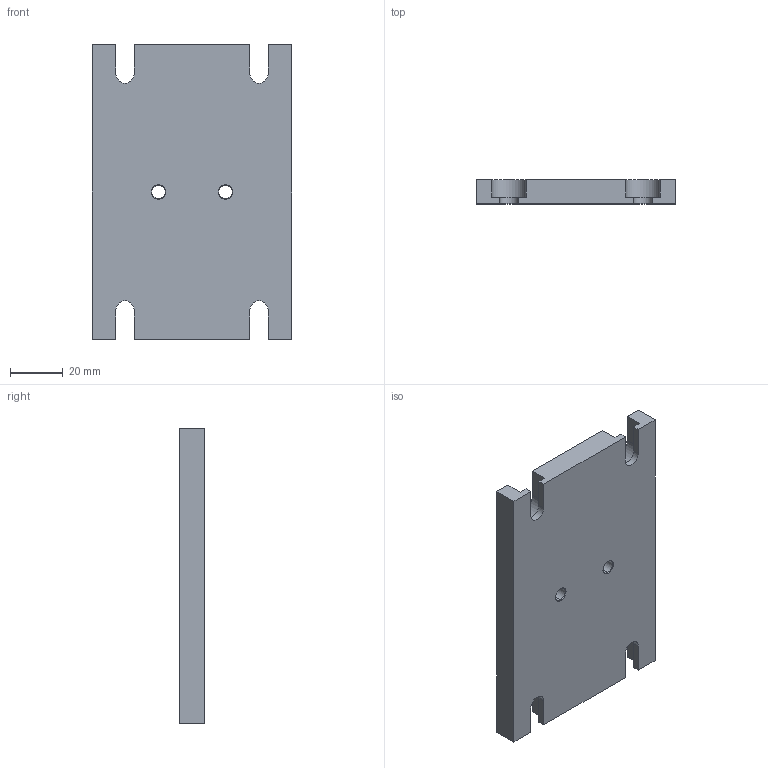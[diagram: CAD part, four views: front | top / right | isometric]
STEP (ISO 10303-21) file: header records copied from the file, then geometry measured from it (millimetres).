
FILE_DESCRIPTION (( 'STEP AP214' ), '1' );
FILE_NAME ('2879-E0W.STEP', '2008-07-10T18:12:51', ( '' ), ( '' ), 'SwSTEP 2.0', 'SolidWorks 2007', '' );
FILE_SCHEMA (( 'AUTOMOTIVE_DESIGN' ));
Length unit declared in the file: millimetre
Products named in the file (1): 2879-E0W
Bounding box: 75.69 x 9.14 x 111.76 mm (x, y, z)
Volume: 70359.1 mm3; surface area: 20855.6 mm2
Topology: 1 solids, 1 shells, 62 faces, 168 edges, 106 vertices
Faces by surface type: plane 30, cylinder 20, cone 12
Entity records: 2629 total; most frequent: DIRECTION 338, CARTESIAN_POINT 333, ORIENTED_EDGE 328, EDGE_CURVE 164, VECTOR 116, LINE 116, AXIS2_PLACEMENT_3D 111, VERTEX_POINT 106
